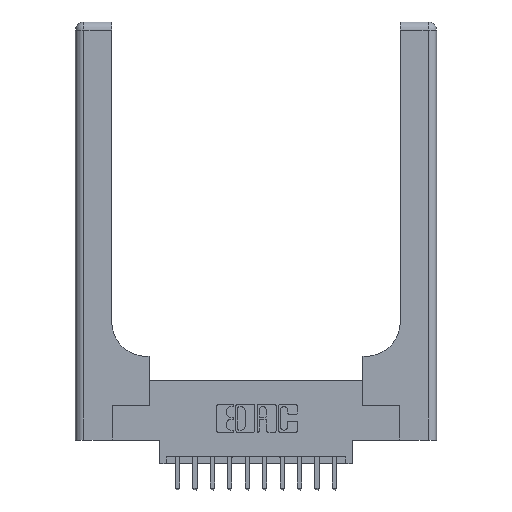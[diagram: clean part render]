
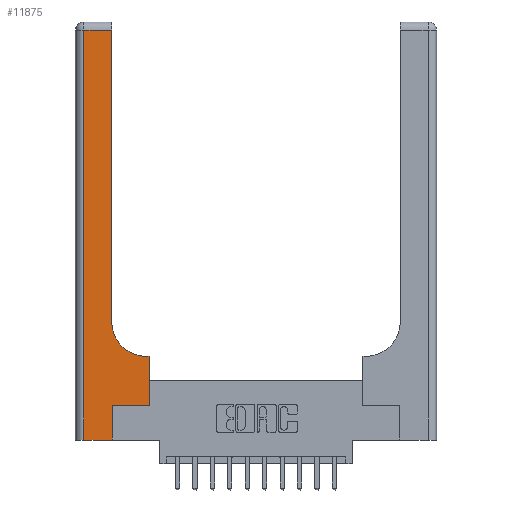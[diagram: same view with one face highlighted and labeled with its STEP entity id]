
A CAD part, top view. The second image highlights one B-rep face of the part: STEP entity #11875.
In plain terms, the highlighted planar face has unit normal (0, 0, 1).
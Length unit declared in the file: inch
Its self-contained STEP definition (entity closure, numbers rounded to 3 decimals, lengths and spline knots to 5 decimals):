
#42 = AXIS2_PLACEMENT_3D ( 'NONE', #8661, #9693, #5951 ) ;
#101 = EDGE_CURVE ( 'NONE', #16111, #6492, #11877, .T. ) ;
#146 = CARTESIAN_POINT ( 'NONE',  ( 0.265, 0., 0.37 ) ) ;
#316 = DIRECTION ( 'NONE',  ( 0., 1., 0. ) ) ;
#734 = DIRECTION ( 'NONE',  ( -1., 0., 0. ) ) ;
#872 = LINE ( 'NONE', #13784, #13823 ) ;
#1051 = ORIENTED_EDGE ( 'NONE', *, *, #14010, .T. ) ;
#1654 = CARTESIAN_POINT ( 'NONE',  ( 0.26, 0.6, 0.37 ) ) ;
#1901 = EDGE_CURVE ( 'NONE', #16427, #5462, #872, .T. ) ;
#2615 = CARTESIAN_POINT ( 'NONE',  ( 0.265, 0.25, 0.37 ) ) ;
#2852 = EDGE_CURVE ( 'NONE', #4367, #7147, #6123, .T. ) ;
#2858 = ORIENTED_EDGE ( 'NONE', *, *, #101, .T. ) ;
#3483 = EDGE_CURVE ( 'NONE', #13845, #4367, #10013, .T. ) ;
#4150 = CARTESIAN_POINT ( 'NONE',  ( 0.06, 2.94, 0.37 ) ) ;
#4204 = LINE ( 'NONE', #11878, #5752 ) ;
#4326 = CARTESIAN_POINT ( 'NONE',  ( 0., 0., 0.37 ) ) ;
#4341 = EDGE_LOOP ( 'NONE', ( #12586, #14849, #8814, #13058, #8352, #8376, #1051, #2858, #11502 ) ) ;
#4367 = VERTEX_POINT ( 'NONE', #5816 ) ;
#4410 = DIRECTION ( 'NONE',  ( 1., 0., 0. ) ) ;
#4509 = EDGE_CURVE ( 'NONE', #6492, #13845, #9144, .T. ) ;
#5329 = AXIS2_PLACEMENT_3D ( 'NONE', #15287, #13936, #12404 ) ;
#5462 = VERTEX_POINT ( 'NONE', #10339 ) ;
#5752 = VECTOR ( 'NONE', #316, 39.37008 ) ;
#5816 = CARTESIAN_POINT ( 'NONE',  ( 0.26, 2.94, 0.37 ) ) ;
#5866 = PLANE ( 'NONE',  #42 ) ;
#5951 = DIRECTION ( 'NONE',  ( -1., 0., 0. ) ) ;
#6123 = LINE ( 'NONE', #13907, #12801 ) ;
#6442 = EDGE_CURVE ( 'NONE', #13033, #16427, #13140, .T. ) ;
#6492 = VERTEX_POINT ( 'NONE', #9103 ) ;
#6947 = EDGE_CURVE ( 'NONE', #16442, #13033, #11851, .T. ) ;
#7147 = VERTEX_POINT ( 'NONE', #4150 ) ;
#8074 = DIRECTION ( 'NONE',  ( -1., 0., 0. ) ) ;
#8352 = ORIENTED_EDGE ( 'NONE', *, *, #6442, .T. ) ;
#8376 = ORIENTED_EDGE ( 'NONE', *, *, #1901, .T. ) ;
#8661 = CARTESIAN_POINT ( 'NONE',  ( 0., 3., 0.37 ) ) ;
#8814 = ORIENTED_EDGE ( 'NONE', *, *, #15595, .T. ) ;
#9103 = CARTESIAN_POINT ( 'NONE',  ( 0.51, 0.6, 0.37 ) ) ;
#9144 = CIRCLE ( 'NONE', #5329, 0.25 ) ;
#9450 = CARTESIAN_POINT ( 'NONE',  ( 0.265, 0., 0.37 ) ) ;
#9693 = DIRECTION ( 'NONE',  ( 0., 0., -1. ) ) ;
#10013 = LINE ( 'NONE', #15147, #14892 ) ;
#10339 = CARTESIAN_POINT ( 'NONE',  ( 0.528, 0.25, 0.37 ) ) ;
#10477 = CARTESIAN_POINT ( 'NONE',  ( 0.06, 0., 0.37 ) ) ;
#10604 = CARTESIAN_POINT ( 'NONE',  ( 0.528, 0.6, 0.37 ) ) ;
#10969 = CARTESIAN_POINT ( 'NONE',  ( 0.06, 3., 0.37 ) ) ;
#10986 = CARTESIAN_POINT ( 'NONE',  ( 0.26, 0.85, 0.37 ) ) ;
#11502 = ORIENTED_EDGE ( 'NONE', *, *, #4509, .T. ) ;
#11554 = DIRECTION ( 'NONE',  ( 0., 1., 0. ) ) ;
#11851 = LINE ( 'NONE', #4326, #12939 ) ;
#11875 = ADVANCED_FACE ( 'NONE', ( #13559 ), #5866, .F. ) ;
#11877 = LINE ( 'NONE', #1654, #15402 ) ;
#11878 = CARTESIAN_POINT ( 'NONE',  ( 0.528, 0.25, 0.37 ) ) ;
#12374 = DIRECTION ( 'NONE',  ( 0., -1., 0. ) ) ;
#12404 = DIRECTION ( 'NONE',  ( 1., 0., 0. ) ) ;
#12454 = LINE ( 'NONE', #10969, #13035 ) ;
#12586 = ORIENTED_EDGE ( 'NONE', *, *, #3483, .T. ) ;
#12801 = VECTOR ( 'NONE', #734, 39.37008 ) ;
#12939 = VECTOR ( 'NONE', #4410, 39.37008 ) ;
#13033 = VERTEX_POINT ( 'NONE', #9450 ) ;
#13035 = VECTOR ( 'NONE', #12374, 39.37008 ) ;
#13058 = ORIENTED_EDGE ( 'NONE', *, *, #6947, .T. ) ;
#13140 = LINE ( 'NONE', #146, #16689 ) ;
#13559 = FACE_OUTER_BOUND ( 'NONE', #4341, .T. ) ;
#13784 = CARTESIAN_POINT ( 'NONE',  ( 0.265, 0.25, 0.37 ) ) ;
#13823 = VECTOR ( 'NONE', #16504, 39.37008 ) ;
#13845 = VERTEX_POINT ( 'NONE', #10986 ) ;
#13907 = CARTESIAN_POINT ( 'NONE',  ( 0., 2.94, 0.37 ) ) ;
#13936 = DIRECTION ( 'NONE',  ( 0., 0., -1. ) ) ;
#14010 = EDGE_CURVE ( 'NONE', #5462, #16111, #4204, .T. ) ;
#14849 = ORIENTED_EDGE ( 'NONE', *, *, #2852, .T. ) ;
#14892 = VECTOR ( 'NONE', #15415, 39.37008 ) ;
#15147 = CARTESIAN_POINT ( 'NONE',  ( 0.26, 3., 0.37 ) ) ;
#15287 = CARTESIAN_POINT ( 'NONE',  ( 0.51, 0.85, 0.37 ) ) ;
#15402 = VECTOR ( 'NONE', #8074, 39.37008 ) ;
#15415 = DIRECTION ( 'NONE',  ( 0., 1., 0. ) ) ;
#15595 = EDGE_CURVE ( 'NONE', #7147, #16442, #12454, .T. ) ;
#16111 = VERTEX_POINT ( 'NONE', #10604 ) ;
#16427 = VERTEX_POINT ( 'NONE', #2615 ) ;
#16442 = VERTEX_POINT ( 'NONE', #10477 ) ;
#16504 = DIRECTION ( 'NONE',  ( 1., 0., 0. ) ) ;
#16689 = VECTOR ( 'NONE', #11554, 39.37008 ) ;
